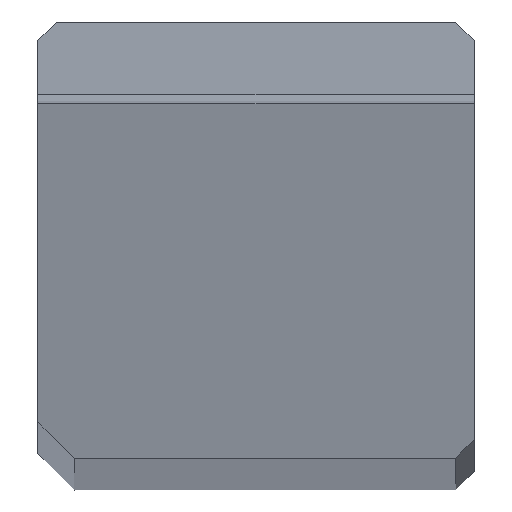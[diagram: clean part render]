
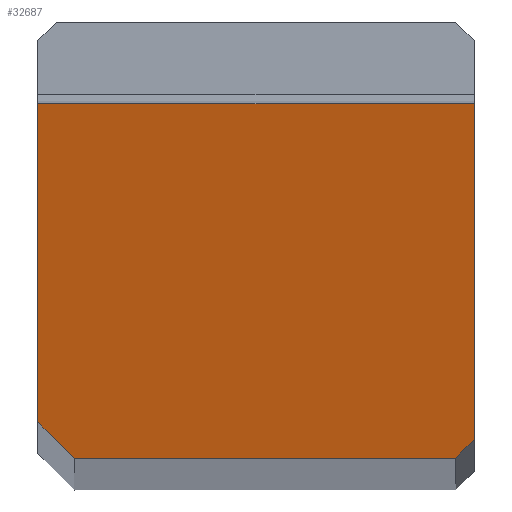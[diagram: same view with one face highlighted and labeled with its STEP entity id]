
A CAD part, top view. The second image highlights one B-rep face of the part: STEP entity #32687.
In plain terms, the highlighted planar face has unit normal (-0.334, 0, 0.943).
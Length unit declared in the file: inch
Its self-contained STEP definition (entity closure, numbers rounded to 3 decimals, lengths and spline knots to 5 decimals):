
#65 = EDGE_LOOP ( 'NONE', ( #28476, #40062, #42307, #9061, #28589, #20949 ) ) ;
#1339 = VECTOR ( 'NONE', #35514, 39.37008 ) ;
#2649 = EDGE_CURVE ( 'NONE', #31360, #27216, #31069, .T. ) ;
#2697 = VERTEX_POINT ( 'NONE', #35604 ) ;
#3874 = CARTESIAN_POINT ( 'NONE',  ( -0.94488, -0.86614, -0.33513 ) ) ;
#4051 = EDGE_CURVE ( 'NONE', #27216, #37069, #23843, .T. ) ;
#4352 = DIRECTION ( 'NONE',  ( -0.334, 0., 0.942 ) ) ;
#4504 = LINE ( 'NONE', #33662, #14094 ) ;
#4523 = DIRECTION ( 'NONE',  ( 0., -1., 0. ) ) ;
#6917 = CARTESIAN_POINT ( 'NONE',  ( 0., -0.82677, 0. ) ) ;
#8983 = VERTEX_POINT ( 'NONE', #21114 ) ;
#9061 = ORIENTED_EDGE ( 'NONE', *, *, #4051, .T. ) ;
#10568 = CARTESIAN_POINT ( 'NONE',  ( -0.94488, -0.7874, -0.33513 ) ) ;
#11815 = CARTESIAN_POINT ( 'NONE',  ( 0., -0.86614, 0. ) ) ;
#13821 = EDGE_CURVE ( 'NONE', #2697, #31360, #4504, .T. ) ;
#13851 = DIRECTION ( 'NONE',  ( 0.686, 0.686, 0.243 ) ) ;
#14094 = VECTOR ( 'NONE', #17106, 39.37008 ) ;
#17086 = DIRECTION ( 'NONE',  ( 0.686, -0.686, 0.243 ) ) ;
#17106 = DIRECTION ( 'NONE',  ( -0.942, 0., -0.334 ) ) ;
#17920 = VECTOR ( 'NONE', #13851, 39.37008 ) ;
#19352 = LINE ( 'NONE', #29364, #40847 ) ;
#20667 = PLANE ( 'NONE',  #42416 ) ;
#20949 = ORIENTED_EDGE ( 'NONE', *, *, #22067, .T. ) ;
#21114 = CARTESIAN_POINT ( 'NONE',  ( -0.03937, -0.86614, -0.01396 ) ) ;
#22067 = EDGE_CURVE ( 'NONE', #8983, #31747, #26692, .T. ) ;
#23843 = LINE ( 'NONE', #10568, #39202 ) ;
#26692 = LINE ( 'NONE', #27341, #17920 ) ;
#26756 = CARTESIAN_POINT ( 'NONE',  ( -0.94488, -0.09843, -0.33513 ) ) ;
#26760 = EDGE_CURVE ( 'NONE', #8983, #37069, #19352, .T. ) ;
#27216 = VERTEX_POINT ( 'NONE', #40177 ) ;
#27341 = CARTESIAN_POINT ( 'NONE',  ( -0.03937, -0.86614, -0.01396 ) ) ;
#28066 = DIRECTION ( 'NONE',  ( 0.942, 0., 0.334 ) ) ;
#28476 = ORIENTED_EDGE ( 'NONE', *, *, #35321, .T. ) ;
#28589 = ORIENTED_EDGE ( 'NONE', *, *, #26760, .F. ) ;
#29364 = CARTESIAN_POINT ( 'NONE',  ( -0.03937, -0.86614, -0.01396 ) ) ;
#30003 = DIRECTION ( 'NONE',  ( -0.942, 0., -0.334 ) ) ;
#31069 = LINE ( 'NONE', #3874, #42011 ) ;
#31360 = VERTEX_POINT ( 'NONE', #26756 ) ;
#31624 = LINE ( 'NONE', #11815, #1339 ) ;
#31747 = VERTEX_POINT ( 'NONE', #6917 ) ;
#32687 = ADVANCED_FACE ( 'NONE', ( #34155 ), #20667, .T. ) ;
#32859 = CARTESIAN_POINT ( 'NONE',  ( -0.86614, -0.86614, -0.3072 ) ) ;
#33662 = CARTESIAN_POINT ( 'NONE',  ( -0.94488, -0.09843, -0.33513 ) ) ;
#33939 = CARTESIAN_POINT ( 'NONE',  ( -0.94488, -0.86614, -0.33513 ) ) ;
#34155 = FACE_OUTER_BOUND ( 'NONE', #65, .T. ) ;
#35321 = EDGE_CURVE ( 'NONE', #31747, #2697, #31624, .T. ) ;
#35514 = DIRECTION ( 'NONE',  ( 0., 1., 0. ) ) ;
#35604 = CARTESIAN_POINT ( 'NONE',  ( 0., -0.09843, 0. ) ) ;
#37069 = VERTEX_POINT ( 'NONE', #32859 ) ;
#39202 = VECTOR ( 'NONE', #17086, 39.37008 ) ;
#40062 = ORIENTED_EDGE ( 'NONE', *, *, #13821, .T. ) ;
#40177 = CARTESIAN_POINT ( 'NONE',  ( -0.94488, -0.7874, -0.33513 ) ) ;
#40847 = VECTOR ( 'NONE', #30003, 39.37008 ) ;
#42011 = VECTOR ( 'NONE', #4523, 39.37008 ) ;
#42307 = ORIENTED_EDGE ( 'NONE', *, *, #2649, .T. ) ;
#42416 = AXIS2_PLACEMENT_3D ( 'NONE', #33939, #4352, #28066 ) ;
